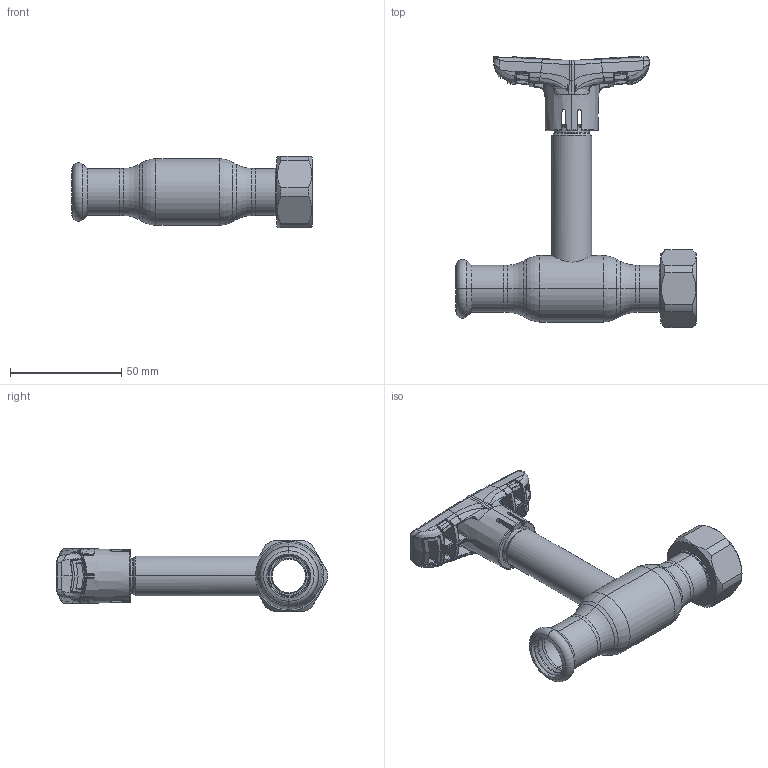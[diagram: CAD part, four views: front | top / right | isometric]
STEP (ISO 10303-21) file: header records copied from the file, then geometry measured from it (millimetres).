
FILE_DESCRIPTION (( 'STEP AP214' ), '1' );
FILE_NAME ('2015001401-0400.step', '2023-12-12T08:53:14', ( '' ), ( '' ), 'SwSTEP 2.0', 'SolidWorks 2021', '' );
FILE_SCHEMA (( 'AUTOMOTIVE_DESIGN' ));
Length unit declared in the file: millimetre
Products named in the file (1): 2015001401-0400
Bounding box: 108.5 x 122.18 x 32 mm (x, y, z)
Surface area: 27361.9 mm2 (no closed solid volume)
Topology: 0 solids, 11 shells, 744 faces, 2151 edges, 1340 vertices
Faces by surface type: bspline 563, plane 56, cylinder 48, cone 35, torus 29, sphere 13
Entity records: 56290 total; most frequent: CARTESIAN_POINT 33551, ORIENTED_EDGE 3786, EDGE_CURVE 2145, DIRECTION 1596, B_SPLINE_CURVE_WITH_KNOTS 1432, VERTEX_POINT 1340, EDGE_LOOP 755, UNCERTAINTY_MEASURE_WITH_UNIT 746
